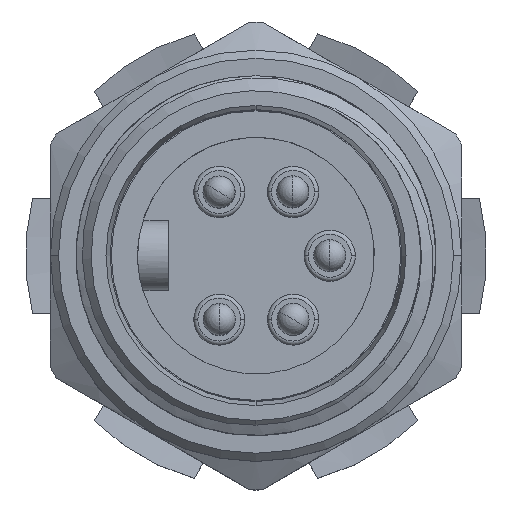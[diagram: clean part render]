
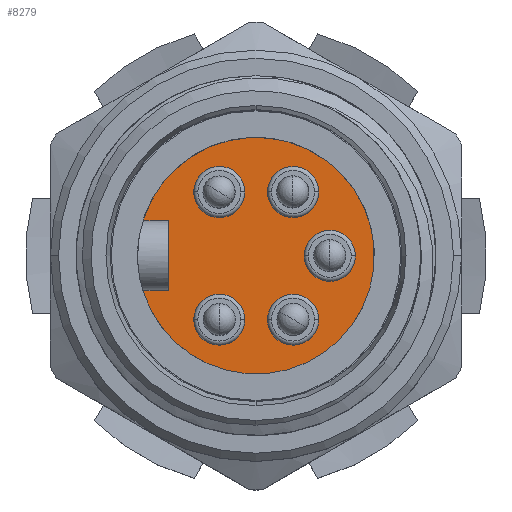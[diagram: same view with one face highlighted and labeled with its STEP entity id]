
A CAD part, top view. The second image highlights one B-rep face of the part: STEP entity #8279.
In plain terms, the highlighted planar face has unit normal (0, 0, 1).
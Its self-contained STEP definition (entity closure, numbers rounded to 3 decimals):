
#3010=CARTESIAN_POINT('',(0.,0.,7.9));
#3011=DIRECTION('',(0.,0.,1.));
#3012=DIRECTION('',(-0.956,-0.295,0.));
#3013=AXIS2_PLACEMENT_3D('',#3010,#3011,#3012);
#3062=DIRECTION('',(-1.,0.,0.));
#3063=VECTOR('',#3062,1.576);
#3064=CARTESIAN_POINT('',(-5.4,2.15,7.9));
#3065=LINE('',#3064,#3063);
#3066=DIRECTION('',(1.,0.,0.));
#3067=VECTOR('',#3066,1.576);
#3068=CARTESIAN_POINT('',(-6.976,-2.15,7.9));
#3069=LINE('',#3068,#3067);
#3070=DIRECTION('',(0.,1.,0.));
#3071=VECTOR('',#3070,4.3);
#3072=CARTESIAN_POINT('',(-5.4,-2.15,7.9));
#3073=LINE('',#3072,#3071);
#3074=CARTESIAN_POINT('',(4.55,0.,7.9));
#3075=DIRECTION('',(0.,0.,1.));
#3076=DIRECTION('',(1.,0.,0.));
#3077=AXIS2_PLACEMENT_3D('',#3074,#3075,#3076);
#3079=CARTESIAN_POINT('',(4.55,0.,7.9));
#3080=DIRECTION('',(0.,0.,1.));
#3081=DIRECTION('',(-1.,0.,0.));
#3082=AXIS2_PLACEMENT_3D('',#3079,#3080,#3081);
#3084=CARTESIAN_POINT('',(-2.26,3.935,7.9));
#3085=DIRECTION('',(0.,0.,1.));
#3086=DIRECTION('',(1.,0.,0.));
#3087=AXIS2_PLACEMENT_3D('',#3084,#3085,#3086);
#3089=CARTESIAN_POINT('',(-2.26,3.935,7.9));
#3090=DIRECTION('',(0.,0.,1.));
#3091=DIRECTION('',(-1.,0.,0.));
#3092=AXIS2_PLACEMENT_3D('',#3089,#3090,#3091);
#3094=CARTESIAN_POINT('',(-2.26,-3.935,7.9));
#3095=DIRECTION('',(0.,0.,1.));
#3096=DIRECTION('',(1.,0.,0.));
#3097=AXIS2_PLACEMENT_3D('',#3094,#3095,#3096);
#3099=CARTESIAN_POINT('',(-2.26,-3.935,7.9));
#3100=DIRECTION('',(0.,0.,1.));
#3101=DIRECTION('',(-1.,0.,0.));
#3102=AXIS2_PLACEMENT_3D('',#3099,#3100,#3101);
#3104=CARTESIAN_POINT('',(2.29,-3.935,7.9));
#3105=DIRECTION('',(0.,0.,1.));
#3106=DIRECTION('',(1.,0.,0.));
#3107=AXIS2_PLACEMENT_3D('',#3104,#3105,#3106);
#3109=CARTESIAN_POINT('',(2.29,-3.935,7.9));
#3110=DIRECTION('',(0.,0.,1.));
#3111=DIRECTION('',(-1.,0.,0.));
#3112=AXIS2_PLACEMENT_3D('',#3109,#3110,#3111);
#3114=CARTESIAN_POINT('',(2.29,3.935,7.9));
#3115=DIRECTION('',(0.,0.,1.));
#3116=DIRECTION('',(1.,0.,0.));
#3117=AXIS2_PLACEMENT_3D('',#3114,#3115,#3116);
#3119=CARTESIAN_POINT('',(2.29,3.935,7.9));
#3120=DIRECTION('',(0.,0.,1.));
#3121=DIRECTION('',(-1.,0.,0.));
#3122=AXIS2_PLACEMENT_3D('',#3119,#3120,#3121);
#4578=CARTESIAN_POINT('',(6.125,0.,7.9));
#4579=CARTESIAN_POINT('',(2.975,0.,7.9));
#4580=VERTEX_POINT('',#4578);
#4581=VERTEX_POINT('',#4579);
#4582=CARTESIAN_POINT('',(-0.685,3.935,7.9));
#4583=CARTESIAN_POINT('',(-3.835,3.935,7.9));
#4584=VERTEX_POINT('',#4582);
#4585=VERTEX_POINT('',#4583);
#4586=CARTESIAN_POINT('',(-0.685,-3.935,7.9));
#4587=CARTESIAN_POINT('',(-3.835,-3.935,7.9));
#4588=VERTEX_POINT('',#4586);
#4589=VERTEX_POINT('',#4587);
#4590=CARTESIAN_POINT('',(3.865,-3.935,7.9));
#4591=CARTESIAN_POINT('',(0.715,-3.935,7.9));
#4592=VERTEX_POINT('',#4590);
#4593=VERTEX_POINT('',#4591);
#4594=CARTESIAN_POINT('',(3.865,3.935,7.9));
#4595=CARTESIAN_POINT('',(0.715,3.935,7.9));
#4596=VERTEX_POINT('',#4594);
#4597=VERTEX_POINT('',#4595);
#4638=CARTESIAN_POINT('',(-5.4,2.15,7.9));
#4639=CARTESIAN_POINT('',(-6.976,2.15,7.9));
#4640=VERTEX_POINT('',#4638);
#4641=VERTEX_POINT('',#4639);
#4642=CARTESIAN_POINT('',(-6.976,-2.15,7.9));
#4643=CARTESIAN_POINT('',(-5.4,-2.15,7.9));
#4644=VERTEX_POINT('',#4642);
#4645=VERTEX_POINT('',#4643);
#8237=CARTESIAN_POINT('',(0.,0.,7.9));
#8238=DIRECTION('',(0.,0.,-1.));
#8239=DIRECTION('',(0.,1.,0.));
#8240=AXIS2_PLACEMENT_3D('',#8237,#8238,#8239);
#8241=PLANE('',#8240);
#8242=ORIENTED_EDGE('',*,*,#8200,.T.);
#8243=ORIENTED_EDGE('',*,*,#8187,.F.);
#8245=ORIENTED_EDGE('',*,*,#8244,.T.);
#8246=ORIENTED_EDGE('',*,*,#8230,.T.);
#8247=EDGE_LOOP('',(#8242,#8243,#8245,#8246));
#8248=FACE_OUTER_BOUND('',#8247,.F.);
#8250=ORIENTED_EDGE('',*,*,#8249,.T.);
#8252=ORIENTED_EDGE('',*,*,#8251,.T.);
#8253=EDGE_LOOP('',(#8250,#8252));
#8254=FACE_BOUND('',#8253,.F.);
#8256=ORIENTED_EDGE('',*,*,#8255,.T.);
#8258=ORIENTED_EDGE('',*,*,#8257,.T.);
#8259=EDGE_LOOP('',(#8256,#8258));
#8260=FACE_BOUND('',#8259,.F.);
#8262=ORIENTED_EDGE('',*,*,#8261,.T.);
#8264=ORIENTED_EDGE('',*,*,#8263,.T.);
#8265=EDGE_LOOP('',(#8262,#8264));
#8266=FACE_BOUND('',#8265,.F.);
#8268=ORIENTED_EDGE('',*,*,#8267,.T.);
#8270=ORIENTED_EDGE('',*,*,#8269,.T.);
#8271=EDGE_LOOP('',(#8268,#8270));
#8272=FACE_BOUND('',#8271,.F.);
#8274=ORIENTED_EDGE('',*,*,#8273,.T.);
#8276=ORIENTED_EDGE('',*,*,#8275,.T.);
#8277=EDGE_LOOP('',(#8274,#8276));
#8278=FACE_BOUND('',#8277,.F.);
#8279=ADVANCED_FACE('',(#8248,#8254,#8260,#8266,#8272,#8278),#8241,.F.);
#3014=CIRCLE('',#3013,7.3);
#3078=CIRCLE('',#3077,1.575);
#3083=CIRCLE('',#3082,1.575);
#3088=CIRCLE('',#3087,1.575);
#3093=CIRCLE('',#3092,1.575);
#3098=CIRCLE('',#3097,1.575);
#3103=CIRCLE('',#3102,1.575);
#3108=CIRCLE('',#3107,1.575);
#3113=CIRCLE('',#3112,1.575);
#3118=CIRCLE('',#3117,1.575);
#3123=CIRCLE('',#3122,1.575);
#8187=EDGE_CURVE('',#4644,#4641,#3014,.T.);
#8200=EDGE_CURVE('',#4640,#4641,#3065,.T.);
#8230=EDGE_CURVE('',#4645,#4640,#3073,.T.);
#8244=EDGE_CURVE('',#4644,#4645,#3069,.T.);
#8249=EDGE_CURVE('',#4580,#4581,#3078,.T.);
#8251=EDGE_CURVE('',#4581,#4580,#3083,.T.);
#8255=EDGE_CURVE('',#4584,#4585,#3088,.T.);
#8257=EDGE_CURVE('',#4585,#4584,#3093,.T.);
#8261=EDGE_CURVE('',#4588,#4589,#3098,.T.);
#8263=EDGE_CURVE('',#4589,#4588,#3103,.T.);
#8267=EDGE_CURVE('',#4592,#4593,#3108,.T.);
#8269=EDGE_CURVE('',#4593,#4592,#3113,.T.);
#8273=EDGE_CURVE('',#4596,#4597,#3118,.T.);
#8275=EDGE_CURVE('',#4597,#4596,#3123,.T.);
